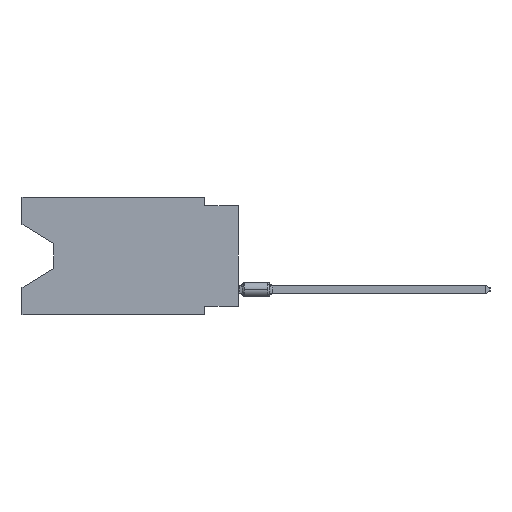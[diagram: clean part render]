
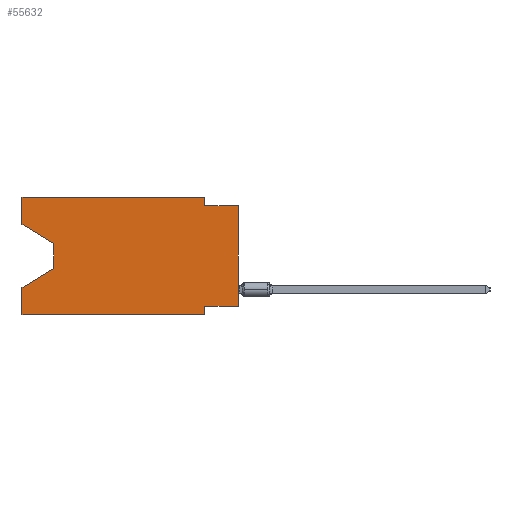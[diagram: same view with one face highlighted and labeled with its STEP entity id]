
A CAD part, left-side view. The second image highlights one B-rep face of the part: STEP entity #55632.
In plain terms, the highlighted planar face has unit normal (-1, 0, 0).
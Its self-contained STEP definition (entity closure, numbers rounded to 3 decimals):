
#2059 = EDGE_CURVE ( 'NONE', #49411, #23525, #17533, .T. ) ;
#2700 = CARTESIAN_POINT ( 'NONE',  ( 0., 16.383, 0. ) ) ;
#2824 = DIRECTION ( 'NONE',  ( 0., -1., 0. ) ) ;
#2862 = LINE ( 'NONE', #16897, #3454 ) ;
#3034 = EDGE_LOOP ( 'NONE', ( #42027, #37678, #26292, #10450, #4092, #56632, #37312, #11280, #31083, #26871, #54234, #42875 ) ) ;
#3449 = CARTESIAN_POINT ( 'NONE',  ( 0., 16.383, -8.89 ) ) ;
#3454 = VECTOR ( 'NONE', #54967, 1000. ) ;
#3509 = VECTOR ( 'NONE', #4720, 1000. ) ;
#4092 = ORIENTED_EDGE ( 'NONE', *, *, #11655, .T. ) ;
#4371 = VERTEX_POINT ( 'NONE', #55755 ) ;
#4720 = DIRECTION ( 'NONE',  ( 0., 0., -1. ) ) ;
#5721 = FACE_OUTER_BOUND ( 'NONE', #3034, .T. ) ;
#6682 = EDGE_CURVE ( 'NONE', #23525, #22887, #35675, .T. ) ;
#7025 = VERTEX_POINT ( 'NONE', #2700 ) ;
#7695 = VERTEX_POINT ( 'NONE', #44153 ) ;
#7828 = VECTOR ( 'NONE', #45745, 1000. ) ;
#8428 = DIRECTION ( 'NONE',  ( 0., 0., -1. ) ) ;
#8570 = LINE ( 'NONE', #13759, #34063 ) ;
#8700 = VECTOR ( 'NONE', #8428, 1000. ) ;
#8975 = DIRECTION ( 'NONE',  ( 0., -0.855, -0.519 ) ) ;
#9881 = VECTOR ( 'NONE', #18455, 1000. ) ;
#10450 = ORIENTED_EDGE ( 'NONE', *, *, #58611, .F. ) ;
#10614 = VECTOR ( 'NONE', #53925, 1000. ) ;
#11215 = CARTESIAN_POINT ( 'NONE',  ( 0., 0., 0. ) ) ;
#11248 = EDGE_CURVE ( 'NONE', #45102, #22245, #27740, .T. ) ;
#11280 = ORIENTED_EDGE ( 'NONE', *, *, #47363, .T. ) ;
#11385 = CARTESIAN_POINT ( 'NONE',  ( 0., 16.383, -2.038 ) ) ;
#11655 = EDGE_CURVE ( 'NONE', #55160, #48709, #46481, .T. ) ;
#11818 = LINE ( 'NONE', #11215, #50282 ) ;
#12283 = EDGE_CURVE ( 'NONE', #40043, #7695, #49096, .T. ) ;
#12704 = VERTEX_POINT ( 'NONE', #49551 ) ;
#12949 = CARTESIAN_POINT ( 'NONE',  ( 0., 16.383, -2.038 ) ) ;
#13759 = CARTESIAN_POINT ( 'NONE',  ( 0., 16.383, 0. ) ) ;
#16430 = AXIS2_PLACEMENT_3D ( 'NONE', #42925, #51443, #43535 ) ;
#16897 = CARTESIAN_POINT ( 'NONE',  ( 0., 16.383, 0. ) ) ;
#17533 = LINE ( 'NONE', #12949, #24760 ) ;
#17767 = LINE ( 'NONE', #40019, #21910 ) ;
#18455 = DIRECTION ( 'NONE',  ( 0., -1., 0. ) ) ;
#21059 = DIRECTION ( 'NONE',  ( 0., 1., 0. ) ) ;
#21910 = VECTOR ( 'NONE', #2824, 1000. ) ;
#22245 = VERTEX_POINT ( 'NONE', #56185 ) ;
#22887 = VERTEX_POINT ( 'NONE', #59961 ) ;
#23525 = VERTEX_POINT ( 'NONE', #48626 ) ;
#24330 = PLANE ( 'NONE',  #16430 ) ;
#24404 = EDGE_CURVE ( 'NONE', #22887, #4371, #24715, .T. ) ;
#24715 = LINE ( 'NONE', #52756, #10614 ) ;
#24760 = VECTOR ( 'NONE', #8975, 1000. ) ;
#25328 = CARTESIAN_POINT ( 'NONE',  ( 0., 2.54, -8.89 ) ) ;
#26292 = ORIENTED_EDGE ( 'NONE', *, *, #24404, .T. ) ;
#26871 = ORIENTED_EDGE ( 'NONE', *, *, #52492, .F. ) ;
#27144 = CARTESIAN_POINT ( 'NONE',  ( 0., 13.97, -3.505 ) ) ;
#27740 = LINE ( 'NONE', #55488, #7828 ) ;
#29804 = DIRECTION ( 'NONE',  ( 0., 0., 1. ) ) ;
#31083 = ORIENTED_EDGE ( 'NONE', *, *, #11248, .F. ) ;
#34063 = VECTOR ( 'NONE', #55198, 1000. ) ;
#35675 = LINE ( 'NONE', #27144, #37662 ) ;
#35855 = LINE ( 'NONE', #51079, #8700 ) ;
#36742 = CARTESIAN_POINT ( 'NONE',  ( 0., 16.383, -8.89 ) ) ;
#37312 = ORIENTED_EDGE ( 'NONE', *, *, #12283, .F. ) ;
#37662 = VECTOR ( 'NONE', #54571, 1000. ) ;
#37678 = ORIENTED_EDGE ( 'NONE', *, *, #6682, .T. ) ;
#40019 = CARTESIAN_POINT ( 'NONE',  ( 0., 16.383, 0. ) ) ;
#40043 = VERTEX_POINT ( 'NONE', #40255 ) ;
#40255 = CARTESIAN_POINT ( 'NONE',  ( 0., 0., -8.255 ) ) ;
#41913 = CARTESIAN_POINT ( 'NONE',  ( 0., 2.54, 0. ) ) ;
#42027 = ORIENTED_EDGE ( 'NONE', *, *, #2059, .T. ) ;
#42819 = LINE ( 'NONE', #41913, #3509 ) ;
#42875 = ORIENTED_EDGE ( 'NONE', *, *, #44807, .F. ) ;
#42925 = CARTESIAN_POINT ( 'NONE',  ( 0., 16.383, 0. ) ) ;
#43535 = DIRECTION ( 'NONE',  ( 0., 0., -1. ) ) ;
#44153 = CARTESIAN_POINT ( 'NONE',  ( 0., 2.54, -8.255 ) ) ;
#44807 = EDGE_CURVE ( 'NONE', #49411, #7025, #2862, .T. ) ;
#45102 = VERTEX_POINT ( 'NONE', #57385 ) ;
#45745 = DIRECTION ( 'NONE',  ( 0., -1., 0. ) ) ;
#46481 = LINE ( 'NONE', #36742, #9881 ) ;
#47363 = EDGE_CURVE ( 'NONE', #40043, #22245, #11818, .T. ) ;
#48626 = CARTESIAN_POINT ( 'NONE',  ( 0., 13.97, -3.505 ) ) ;
#48709 = VERTEX_POINT ( 'NONE', #25328 ) ;
#49096 = LINE ( 'NONE', #57932, #58548 ) ;
#49411 = VERTEX_POINT ( 'NONE', #11385 ) ;
#49551 = CARTESIAN_POINT ( 'NONE',  ( 0., 2.54, 0. ) ) ;
#50282 = VECTOR ( 'NONE', #29804, 1000. ) ;
#51079 = CARTESIAN_POINT ( 'NONE',  ( 0., 2.54, -8.89 ) ) ;
#51443 = DIRECTION ( 'NONE',  ( 1., 0., 0. ) ) ;
#51578 = EDGE_CURVE ( 'NONE', #7025, #12704, #17767, .T. ) ;
#52492 = EDGE_CURVE ( 'NONE', #12704, #45102, #42819, .T. ) ;
#52756 = CARTESIAN_POINT ( 'NONE',  ( 0., 13.97, -5.385 ) ) ;
#53925 = DIRECTION ( 'NONE',  ( 0., 0.855, -0.519 ) ) ;
#54234 = ORIENTED_EDGE ( 'NONE', *, *, #51578, .F. ) ;
#54571 = DIRECTION ( 'NONE',  ( 0., 0., -1. ) ) ;
#54967 = DIRECTION ( 'NONE',  ( 0., 0., 1. ) ) ;
#55160 = VERTEX_POINT ( 'NONE', #3449 ) ;
#55198 = DIRECTION ( 'NONE',  ( 0., 0., 1. ) ) ;
#55488 = CARTESIAN_POINT ( 'NONE',  ( 0., 0., -0.635 ) ) ;
#55632 = ADVANCED_FACE ( 'NONE', ( #5721 ), #24330, .F. ) ;
#55755 = CARTESIAN_POINT ( 'NONE',  ( 0., 16.383, -6.852 ) ) ;
#55845 = EDGE_CURVE ( 'NONE', #7695, #48709, #35855, .T. ) ;
#56185 = CARTESIAN_POINT ( 'NONE',  ( 0., 0., -0.635 ) ) ;
#56632 = ORIENTED_EDGE ( 'NONE', *, *, #55845, .F. ) ;
#57385 = CARTESIAN_POINT ( 'NONE',  ( 0., 2.54, -0.635 ) ) ;
#57932 = CARTESIAN_POINT ( 'NONE',  ( 0., 0., -8.255 ) ) ;
#58548 = VECTOR ( 'NONE', #21059, 1000. ) ;
#58611 = EDGE_CURVE ( 'NONE', #55160, #4371, #8570, .T. ) ;
#59961 = CARTESIAN_POINT ( 'NONE',  ( 0., 13.97, -5.385 ) ) ;
